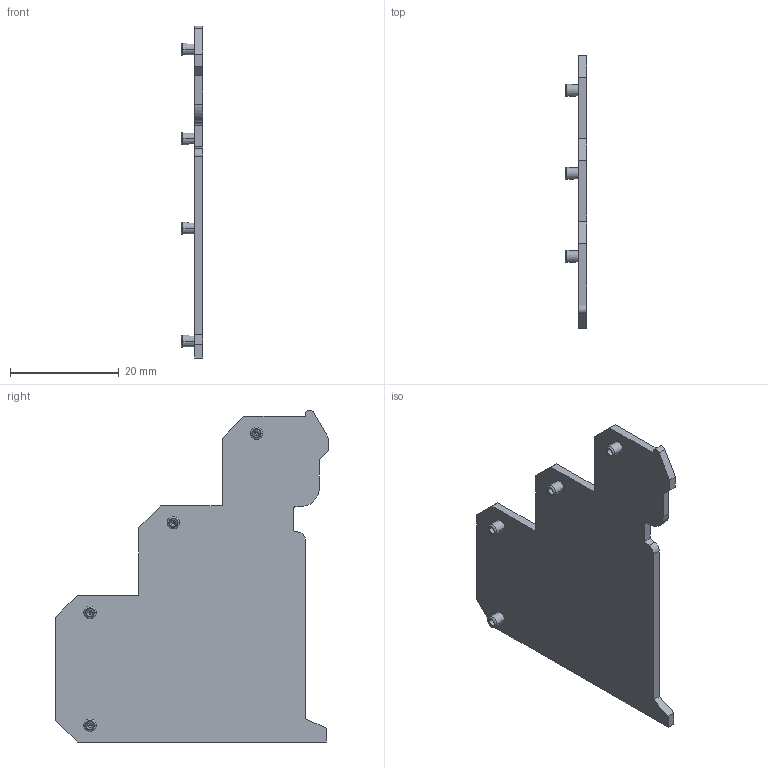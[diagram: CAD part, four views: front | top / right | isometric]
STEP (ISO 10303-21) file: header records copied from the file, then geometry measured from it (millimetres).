
FILE_DESCRIPTION((''),'2;1');
FILE_NAME('IK25AP_KOMBI_32','2012-03-13T',('Neumann'),(''),'PRO/ENGINEER BY PARAMETRIC TECHNOLOGY CORPORATION, 2007390','PRO/ENGINEER BY PARAMETRIC TECHNOLOGY CORPORATION, 2007390','');
FILE_SCHEMA(('CONFIG_CONTROL_DESIGN'));
Length unit declared in the file: millimetre
Products named in the file (1): IK25AP_KOMBI_32
Bounding box: 4 x 50.3 x 61.19 mm (x, y, z)
Volume: 3060.6 mm3; surface area: 4476 mm2
Topology: 1 solids, 1 shells, 76 faces, 174 edges, 108 vertices
Faces by surface type: plane 32, cone 16, cylinder 12, bspline 8, torus 8
Entity records: 2272 total; most frequent: CARTESIAN_POINT 478, DIRECTION 390, ORIENTED_EDGE 348, EDGE_CURVE 174, AXIS2_PLACEMENT_3D 148, VERTEX_POINT 108, VECTOR 94, LINE 94
